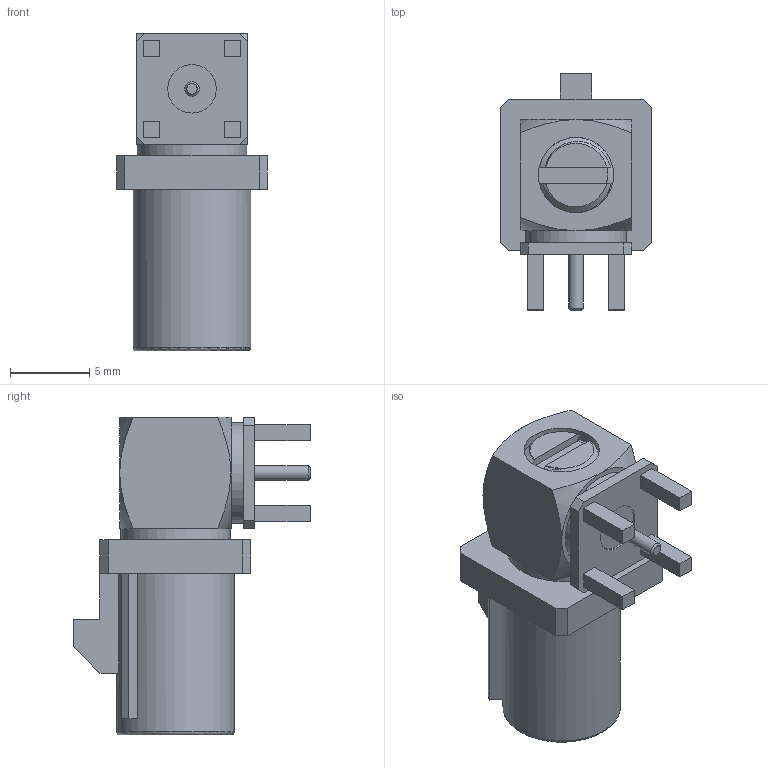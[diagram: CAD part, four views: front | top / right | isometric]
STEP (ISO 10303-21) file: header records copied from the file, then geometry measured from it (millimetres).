
FILE_DESCRIPTION (( 'STEP AP203' ), '1' );
FILE_NAME ('FMCN44249_3D.step', '2022-12-06T19:10:40', ( '' ), ( '' ), 'SwSTEP 2.0', 'SolidWorks 2021', '' );
FILE_SCHEMA (( 'CONFIG_CONTROL_DESIGN' ));
Length unit declared in the file: inch
Products named in the file (1): FMCN44249_3D
Bounding box: 9.5 x 14.9 x 20 mm (x, y, z)
Volume: 894.2 mm3; surface area: 1194.2 mm2
Topology: 2 solids, 2 shells, 118 faces, 280 edges, 182 vertices
Faces by surface type: plane 77, cone 16, cylinder 15, bspline 7, torus 3
Full cylindrical faces by diameter (mm): 0.508 x1, 0.524 x1, 0.6 x1, 0.62 x1, 0.914 x1, 0.965 x1, 1.2 x1, 2.032 x1, 3.048 x1, 3.302 x1, 4.749 x1, 6.35 x1, 6.401 x1, 6.883 x1, 7.417 x1
Entity records: 4877 total; most frequent: CARTESIAN_POINT 2286, ORIENTED_EDGE 502, DIRECTION 476, EDGE_CURVE 251, VERTEX_POINT 176, AXIS2_PLACEMENT_3D 164, EDGE_LOOP 159, VECTOR 148
